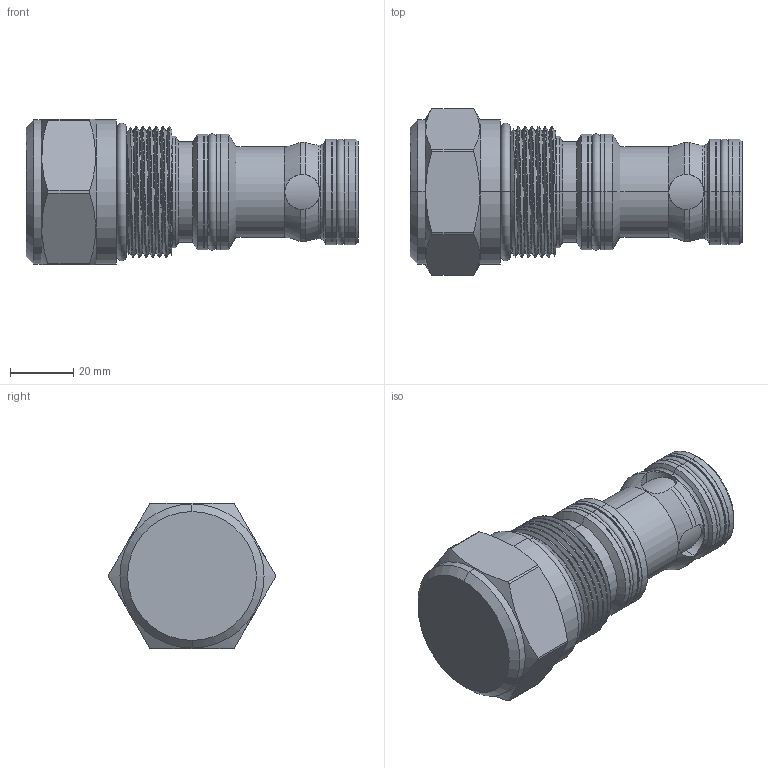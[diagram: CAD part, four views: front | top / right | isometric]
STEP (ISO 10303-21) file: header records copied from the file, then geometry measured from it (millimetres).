
FILE_DESCRIPTION (( 'STEP AP203' ), '1' );
FILE_NAME ('LO20WA3CN.STEP', '2023-04-12T03:09:44', ( '' ), ( '' ), 'SwSTEP 2.0', 'SolidWorks 2018', '' );
FILE_SCHEMA (( 'CONFIG_CONTROL_DESIGN' ));
Length unit declared in the file: millimetre
Products named in the file (1): LO20WA3CN
Bounding box: 104.88 x 52.7 x 46 mm (x, y, z)
Volume: 117799 mm3; surface area: 19793.3 mm2
Topology: 1 solids, 1 shells, 152 faces, 357 edges, 223 vertices
Faces by surface type: cylinder 85, cone 31, plane 23, torus 10, bspline 3
Entity records: 7367 total; most frequent: CARTESIAN_POINT 3926, ORIENTED_EDGE 714, DIRECTION 697, EDGE_CURVE 357, AXIS2_PLACEMENT_3D 295, VERTEX_POINT 223, EDGE_LOOP 168, FACE_OUTER_BOUND 152
